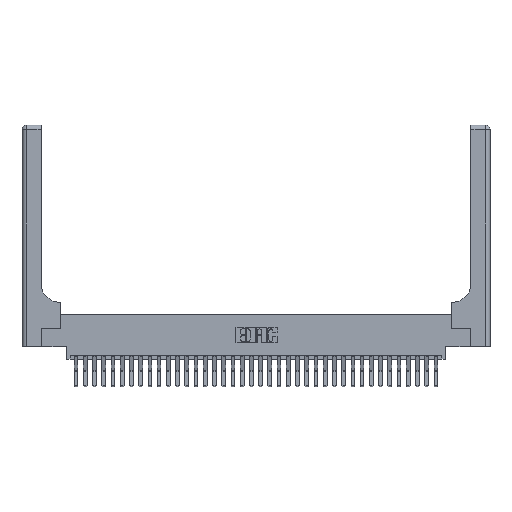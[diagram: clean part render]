
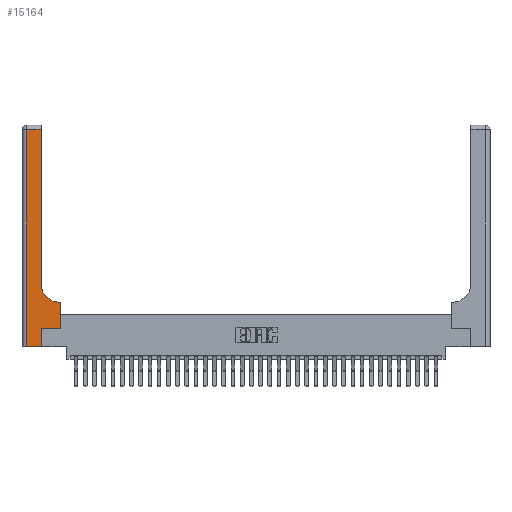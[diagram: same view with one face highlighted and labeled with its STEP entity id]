
A CAD part, top view. The second image highlights one B-rep face of the part: STEP entity #15164.
In plain terms, the highlighted planar face has unit normal (0, 0, 1).
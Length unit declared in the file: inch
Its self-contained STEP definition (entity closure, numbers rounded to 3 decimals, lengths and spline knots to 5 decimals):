
#660 = VERTEX_POINT ( 'NONE', #16824 ) ;
#700 = DIRECTION ( 'NONE',  ( 0., 0., -1. ) ) ;
#828 = ORIENTED_EDGE ( 'NONE', *, *, #20018, .T. ) ;
#1530 = CARTESIAN_POINT ( 'NONE',  ( 0.528, 0.25, 0.37 ) ) ;
#3020 = CARTESIAN_POINT ( 'NONE',  ( 0., 2.94, 0.37 ) ) ;
#4035 = EDGE_CURVE ( 'NONE', #5737, #15521, #9404, .T. ) ;
#4328 = CARTESIAN_POINT ( 'NONE',  ( 0.528, 0.6, 0.37 ) ) ;
#4536 = CARTESIAN_POINT ( 'NONE',  ( 0.265, 0., 0.37 ) ) ;
#4850 = VERTEX_POINT ( 'NONE', #20915 ) ;
#5077 = CARTESIAN_POINT ( 'NONE',  ( 0.06, 3., 0.37 ) ) ;
#5175 = VECTOR ( 'NONE', #19341, 39.37008 ) ;
#5658 = LINE ( 'NONE', #12999, #21713 ) ;
#5737 = VERTEX_POINT ( 'NONE', #19615 ) ;
#7305 = VERTEX_POINT ( 'NONE', #11626 ) ;
#7510 = ORIENTED_EDGE ( 'NONE', *, *, #11379, .T. ) ;
#8058 = DIRECTION ( 'NONE',  ( 1., 0., 0. ) ) ;
#8386 = CARTESIAN_POINT ( 'NONE',  ( 0.51, 0.85, 0.37 ) ) ;
#8492 = ORIENTED_EDGE ( 'NONE', *, *, #13547, .T. ) ;
#9360 = ORIENTED_EDGE ( 'NONE', *, *, #28047, .T. ) ;
#9404 = LINE ( 'NONE', #22113, #5175 ) ;
#9470 = CARTESIAN_POINT ( 'NONE',  ( 0.26, 0.6, 0.37 ) ) ;
#10013 = AXIS2_PLACEMENT_3D ( 'NONE', #29930, #15102, #25216 ) ;
#10879 = EDGE_CURVE ( 'NONE', #19197, #5737, #14010, .T. ) ;
#11237 = VECTOR ( 'NONE', #28005, 39.37008 ) ;
#11379 = EDGE_CURVE ( 'NONE', #4850, #660, #21299, .T. ) ;
#11451 = VERTEX_POINT ( 'NONE', #25814 ) ;
#11626 = CARTESIAN_POINT ( 'NONE',  ( 0.06, 0., 0.37 ) ) ;
#11701 = ORIENTED_EDGE ( 'NONE', *, *, #28674, .T. ) ;
#12980 = DIRECTION ( 'NONE',  ( -1., 0., 0. ) ) ;
#12999 = CARTESIAN_POINT ( 'NONE',  ( 0., 0., 0.37 ) ) ;
#13547 = EDGE_CURVE ( 'NONE', #31850, #4850, #14505, .T. ) ;
#14010 = LINE ( 'NONE', #4536, #18909 ) ;
#14046 = DIRECTION ( 'NONE',  ( -1., 0., 0. ) ) ;
#14505 = LINE ( 'NONE', #9470, #17211 ) ;
#15102 = DIRECTION ( 'NONE',  ( 0., 0., -1. ) ) ;
#15164 = ADVANCED_FACE ( 'NONE', ( #27644 ), #27965, .F. ) ;
#15191 = LINE ( 'NONE', #5077, #29712 ) ;
#15521 = VERTEX_POINT ( 'NONE', #1530 ) ;
#16094 = LINE ( 'NONE', #18394, #11237 ) ;
#16311 = DIRECTION ( 'NONE',  ( 0., 1., 0. ) ) ;
#16319 = VECTOR ( 'NONE', #16311, 39.37008 ) ;
#16400 = EDGE_CURVE ( 'NONE', #15521, #31850, #23966, .T. ) ;
#16824 = CARTESIAN_POINT ( 'NONE',  ( 0.26, 0.85, 0.37 ) ) ;
#16931 = CARTESIAN_POINT ( 'NONE',  ( 0.528, 0.25, 0.37 ) ) ;
#17211 = VECTOR ( 'NONE', #14046, 39.37008 ) ;
#17955 = DIRECTION ( 'NONE',  ( 0., -1., 0. ) ) ;
#18029 = VECTOR ( 'NONE', #12980, 39.37008 ) ;
#18225 = CARTESIAN_POINT ( 'NONE',  ( 0.265, 0., 0.37 ) ) ;
#18394 = CARTESIAN_POINT ( 'NONE',  ( 0.26, 3., 0.37 ) ) ;
#18909 = VECTOR ( 'NONE', #26546, 39.37008 ) ;
#19197 = VERTEX_POINT ( 'NONE', #18225 ) ;
#19341 = DIRECTION ( 'NONE',  ( 1., 0., 0. ) ) ;
#19615 = CARTESIAN_POINT ( 'NONE',  ( 0.265, 0.25, 0.37 ) ) ;
#20018 = EDGE_CURVE ( 'NONE', #29543, #7305, #15191, .T. ) ;
#20741 = ORIENTED_EDGE ( 'NONE', *, *, #4035, .T. ) ;
#20915 = CARTESIAN_POINT ( 'NONE',  ( 0.51, 0.6, 0.37 ) ) ;
#21156 = CARTESIAN_POINT ( 'NONE',  ( 0.06, 2.94, 0.37 ) ) ;
#21299 = CIRCLE ( 'NONE', #30691, 0.25 ) ;
#21713 = VECTOR ( 'NONE', #22616, 39.37008 ) ;
#22113 = CARTESIAN_POINT ( 'NONE',  ( 0.265, 0.25, 0.37 ) ) ;
#22114 = EDGE_LOOP ( 'NONE', ( #9360, #11701, #828, #25453, #25501, #20741, #22212, #8492, #7510 ) ) ;
#22212 = ORIENTED_EDGE ( 'NONE', *, *, #16400, .T. ) ;
#22616 = DIRECTION ( 'NONE',  ( 1., 0., 0. ) ) ;
#23966 = LINE ( 'NONE', #16931, #16319 ) ;
#25216 = DIRECTION ( 'NONE',  ( -1., 0., 0. ) ) ;
#25453 = ORIENTED_EDGE ( 'NONE', *, *, #31606, .T. ) ;
#25501 = ORIENTED_EDGE ( 'NONE', *, *, #10879, .T. ) ;
#25814 = CARTESIAN_POINT ( 'NONE',  ( 0.26, 2.94, 0.37 ) ) ;
#26546 = DIRECTION ( 'NONE',  ( 0., 1., 0. ) ) ;
#27644 = FACE_OUTER_BOUND ( 'NONE', #22114, .T. ) ;
#27965 = PLANE ( 'NONE',  #10013 ) ;
#28005 = DIRECTION ( 'NONE',  ( 0., 1., 0. ) ) ;
#28047 = EDGE_CURVE ( 'NONE', #660, #11451, #16094, .T. ) ;
#28674 = EDGE_CURVE ( 'NONE', #11451, #29543, #30261, .T. ) ;
#29543 = VERTEX_POINT ( 'NONE', #21156 ) ;
#29712 = VECTOR ( 'NONE', #17955, 39.37008 ) ;
#29930 = CARTESIAN_POINT ( 'NONE',  ( 0., 3., 0.37 ) ) ;
#30261 = LINE ( 'NONE', #3020, #18029 ) ;
#30691 = AXIS2_PLACEMENT_3D ( 'NONE', #8386, #700, #8058 ) ;
#31606 = EDGE_CURVE ( 'NONE', #7305, #19197, #5658, .T. ) ;
#31850 = VERTEX_POINT ( 'NONE', #4328 ) ;
